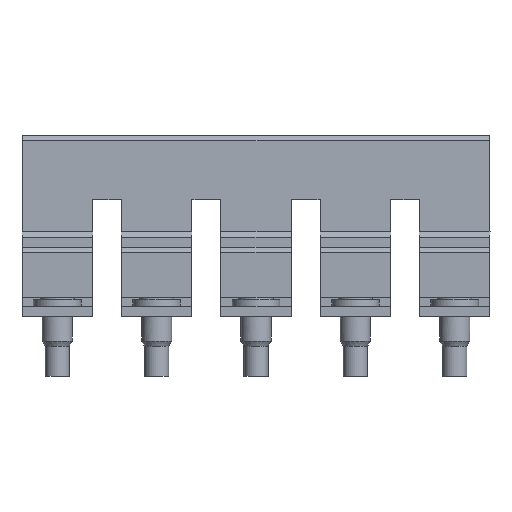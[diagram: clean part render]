
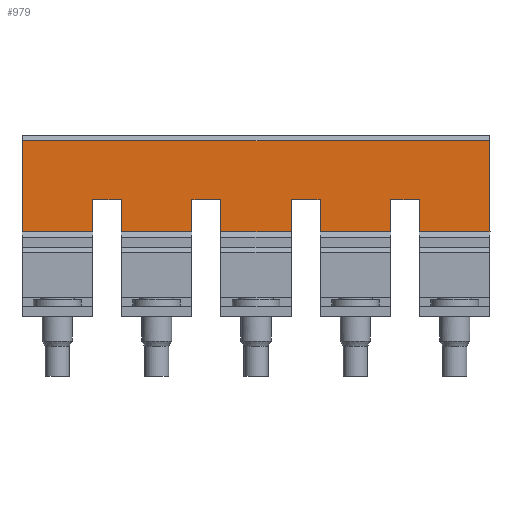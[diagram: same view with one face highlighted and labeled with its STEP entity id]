
A CAD part, front view. The second image highlights one B-rep face of the part: STEP entity #979.
In plain terms, the highlighted planar face has unit normal (0, -1, 0.009).
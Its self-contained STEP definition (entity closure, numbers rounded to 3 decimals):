
#813=AXIS2_PLACEMENT_3D('Plane Axis2P3D',#810,#811,#812) ;
#391=CARTESIAN_POINT('Vertex',(7.03,5.473,17.6)) ;
#394=CARTESIAN_POINT('Line Origine',(7.03,5.459,16.)) ;
#398=CARTESIAN_POINT('Vertex',(7.03,5.445,14.4)) ;
#478=CARTESIAN_POINT('Vertex',(0.,5.445,14.4)) ;
#527=CARTESIAN_POINT('Line Origine',(3.515,5.445,14.4)) ;
#782=CARTESIAN_POINT('Line Origine',(7.747,5.473,17.6)) ;
#786=CARTESIAN_POINT('Vertex',(8.465,5.473,17.6)) ;
#793=CARTESIAN_POINT('Vertex',(9.9,5.473,17.6)) ;
#796=CARTESIAN_POINT('Line Origine',(9.182,5.473,17.6)) ;
#810=CARTESIAN_POINT('Axis2P3D Location',(26.83,5.524,23.5)) ;
#815=CARTESIAN_POINT('Line Origine',(9.9,5.459,16.)) ;
#819=CARTESIAN_POINT('Vertex',(9.9,5.445,14.4)) ;
#822=CARTESIAN_POINT('Line Origine',(13.415,5.445,14.4)) ;
#826=CARTESIAN_POINT('Vertex',(16.93,5.445,14.4)) ;
#829=CARTESIAN_POINT('Line Origine',(16.93,5.459,16.)) ;
#833=CARTESIAN_POINT('Vertex',(16.93,5.473,17.6)) ;
#836=CARTESIAN_POINT('Line Origine',(17.648,5.473,17.6)) ;
#840=CARTESIAN_POINT('Vertex',(18.365,5.473,17.6)) ;
#843=CARTESIAN_POINT('Line Origine',(19.083,5.473,17.6)) ;
#847=CARTESIAN_POINT('Vertex',(19.8,5.473,17.6)) ;
#850=CARTESIAN_POINT('Line Origine',(19.8,5.459,16.)) ;
#854=CARTESIAN_POINT('Vertex',(19.8,5.445,14.4)) ;
#857=CARTESIAN_POINT('Line Origine',(23.315,5.445,14.4)) ;
#861=CARTESIAN_POINT('Vertex',(26.83,5.445,14.4)) ;
#864=CARTESIAN_POINT('Line Origine',(26.83,5.459,16.)) ;
#868=CARTESIAN_POINT('Vertex',(26.83,5.473,17.6)) ;
#871=CARTESIAN_POINT('Line Origine',(27.548,5.473,17.6)) ;
#875=CARTESIAN_POINT('Vertex',(28.265,5.473,17.6)) ;
#878=CARTESIAN_POINT('Line Origine',(28.982,5.473,17.6)) ;
#882=CARTESIAN_POINT('Vertex',(29.7,5.473,17.6)) ;
#885=CARTESIAN_POINT('Line Origine',(29.7,5.459,16.)) ;
#889=CARTESIAN_POINT('Vertex',(29.7,5.445,14.4)) ;
#892=CARTESIAN_POINT('Line Origine',(33.215,5.445,14.4)) ;
#896=CARTESIAN_POINT('Vertex',(36.73,5.445,14.4)) ;
#899=CARTESIAN_POINT('Line Origine',(36.73,5.459,16.)) ;
#903=CARTESIAN_POINT('Vertex',(36.73,5.473,17.6)) ;
#906=CARTESIAN_POINT('Line Origine',(37.448,5.473,17.6)) ;
#910=CARTESIAN_POINT('Vertex',(38.165,5.473,17.6)) ;
#913=CARTESIAN_POINT('Line Origine',(38.883,5.473,17.6)) ;
#917=CARTESIAN_POINT('Vertex',(39.6,5.473,17.6)) ;
#920=CARTESIAN_POINT('Line Origine',(39.6,5.459,16.)) ;
#924=CARTESIAN_POINT('Vertex',(39.6,5.445,14.4)) ;
#927=CARTESIAN_POINT('Line Origine',(43.115,5.445,14.4)) ;
#931=CARTESIAN_POINT('Vertex',(46.63,5.445,14.4)) ;
#934=CARTESIAN_POINT('Line Origine',(46.59,5.485,18.95)) ;
#938=CARTESIAN_POINT('Vertex',(46.551,5.524,23.5)) ;
#941=CARTESIAN_POINT('Line Origine',(23.315,5.524,23.5)) ;
#945=CARTESIAN_POINT('Vertex',(0.079,5.524,23.5)) ;
#948=CARTESIAN_POINT('Line Origine',(0.04,5.485,18.95)) ;
#395=DIRECTION('Vector Direction',(0.,-0.009,-1.)) ;
#528=DIRECTION('Vector Direction',(-1.,0.,0.)) ;
#783=DIRECTION('Vector Direction',(-1.,0.,0.)) ;
#797=DIRECTION('Vector Direction',(-1.,0.,0.)) ;
#811=DIRECTION('Axis2P3D Direction',(0.,-1.,0.009)) ;
#812=DIRECTION('Axis2P3D XDirection',(0.,-0.009,-1.)) ;
#816=DIRECTION('Vector Direction',(0.,-0.009,-1.)) ;
#823=DIRECTION('Vector Direction',(1.,0.,0.)) ;
#830=DIRECTION('Vector Direction',(0.,-0.009,-1.)) ;
#837=DIRECTION('Vector Direction',(-1.,0.,0.)) ;
#844=DIRECTION('Vector Direction',(-1.,0.,0.)) ;
#851=DIRECTION('Vector Direction',(0.,-0.009,-1.)) ;
#858=DIRECTION('Vector Direction',(1.,0.,0.)) ;
#865=DIRECTION('Vector Direction',(0.,-0.009,-1.)) ;
#872=DIRECTION('Vector Direction',(-1.,0.,0.)) ;
#879=DIRECTION('Vector Direction',(-1.,0.,0.)) ;
#886=DIRECTION('Vector Direction',(0.,-0.009,-1.)) ;
#893=DIRECTION('Vector Direction',(1.,0.,0.)) ;
#900=DIRECTION('Vector Direction',(0.,-0.009,-1.)) ;
#907=DIRECTION('Vector Direction',(-1.,0.,0.)) ;
#914=DIRECTION('Vector Direction',(-1.,0.,0.)) ;
#921=DIRECTION('Vector Direction',(0.,-0.009,-1.)) ;
#928=DIRECTION('Vector Direction',(1.,0.,0.)) ;
#935=DIRECTION('Vector Direction',(-0.009,0.009,1.)) ;
#942=DIRECTION('Vector Direction',(1.,0.,0.)) ;
#949=DIRECTION('Vector Direction',(0.009,0.009,1.)) ;
#396=VECTOR('Line Direction',#395,1.) ;
#529=VECTOR('Line Direction',#528,1.) ;
#784=VECTOR('Line Direction',#783,1.) ;
#798=VECTOR('Line Direction',#797,1.) ;
#817=VECTOR('Line Direction',#816,1.) ;
#824=VECTOR('Line Direction',#823,1.) ;
#831=VECTOR('Line Direction',#830,1.) ;
#838=VECTOR('Line Direction',#837,1.) ;
#845=VECTOR('Line Direction',#844,1.) ;
#852=VECTOR('Line Direction',#851,1.) ;
#859=VECTOR('Line Direction',#858,1.) ;
#866=VECTOR('Line Direction',#865,1.) ;
#873=VECTOR('Line Direction',#872,1.) ;
#880=VECTOR('Line Direction',#879,1.) ;
#887=VECTOR('Line Direction',#886,1.) ;
#894=VECTOR('Line Direction',#893,1.) ;
#901=VECTOR('Line Direction',#900,1.) ;
#908=VECTOR('Line Direction',#907,1.) ;
#915=VECTOR('Line Direction',#914,1.) ;
#922=VECTOR('Line Direction',#921,1.) ;
#929=VECTOR('Line Direction',#928,1.) ;
#936=VECTOR('Line Direction',#935,1.) ;
#943=VECTOR('Line Direction',#942,1.) ;
#950=VECTOR('Line Direction',#949,1.) ;
#954=ORIENTED_EDGE('',*,*,#800,.F.) ;
#955=ORIENTED_EDGE('',*,*,#821,.F.) ;
#956=ORIENTED_EDGE('',*,*,#828,.F.) ;
#957=ORIENTED_EDGE('',*,*,#835,.F.) ;
#958=ORIENTED_EDGE('',*,*,#842,.F.) ;
#959=ORIENTED_EDGE('',*,*,#849,.F.) ;
#960=ORIENTED_EDGE('',*,*,#856,.F.) ;
#961=ORIENTED_EDGE('',*,*,#863,.F.) ;
#962=ORIENTED_EDGE('',*,*,#870,.F.) ;
#963=ORIENTED_EDGE('',*,*,#877,.F.) ;
#964=ORIENTED_EDGE('',*,*,#884,.F.) ;
#965=ORIENTED_EDGE('',*,*,#891,.F.) ;
#966=ORIENTED_EDGE('',*,*,#898,.F.) ;
#967=ORIENTED_EDGE('',*,*,#905,.F.) ;
#968=ORIENTED_EDGE('',*,*,#912,.F.) ;
#969=ORIENTED_EDGE('',*,*,#919,.F.) ;
#970=ORIENTED_EDGE('',*,*,#926,.F.) ;
#971=ORIENTED_EDGE('',*,*,#933,.F.) ;
#972=ORIENTED_EDGE('',*,*,#940,.T.) ;
#973=ORIENTED_EDGE('',*,*,#947,.F.) ;
#974=ORIENTED_EDGE('',*,*,#952,.F.) ;
#975=ORIENTED_EDGE('',*,*,#531,.F.) ;
#976=ORIENTED_EDGE('',*,*,#400,.F.) ;
#977=ORIENTED_EDGE('',*,*,#788,.F.) ;
#979=ADVANCED_FACE('KU_WQV10/5',(#978),#814,.T.) ;
#400=EDGE_CURVE('',#392,#399,#397,.T.) ;
#531=EDGE_CURVE('',#399,#479,#530,.T.) ;
#788=EDGE_CURVE('',#787,#392,#785,.T.) ;
#800=EDGE_CURVE('',#794,#787,#799,.T.) ;
#821=EDGE_CURVE('',#820,#794,#818,.F.) ;
#828=EDGE_CURVE('',#827,#820,#825,.F.) ;
#835=EDGE_CURVE('',#834,#827,#832,.T.) ;
#842=EDGE_CURVE('',#841,#834,#839,.T.) ;
#849=EDGE_CURVE('',#848,#841,#846,.T.) ;
#856=EDGE_CURVE('',#855,#848,#853,.F.) ;
#863=EDGE_CURVE('',#862,#855,#860,.F.) ;
#870=EDGE_CURVE('',#869,#862,#867,.T.) ;
#877=EDGE_CURVE('',#876,#869,#874,.T.) ;
#884=EDGE_CURVE('',#883,#876,#881,.T.) ;
#891=EDGE_CURVE('',#890,#883,#888,.F.) ;
#898=EDGE_CURVE('',#897,#890,#895,.F.) ;
#905=EDGE_CURVE('',#904,#897,#902,.T.) ;
#912=EDGE_CURVE('',#911,#904,#909,.T.) ;
#919=EDGE_CURVE('',#918,#911,#916,.T.) ;
#926=EDGE_CURVE('',#925,#918,#923,.F.) ;
#933=EDGE_CURVE('',#932,#925,#930,.F.) ;
#940=EDGE_CURVE('',#932,#939,#937,.T.) ;
#947=EDGE_CURVE('',#946,#939,#944,.T.) ;
#952=EDGE_CURVE('',#479,#946,#951,.T.) ;
#953=EDGE_LOOP('',(#954,#955,#956,#957,#958,#959,#960,#961,#962,#963,#964,#965,#966,#967,#968,#969,#970,#971,#972,#973,#974,#975,#976,#977)) ;
#978=FACE_OUTER_BOUND('',#953,.T.) ;
#397=LINE('Line',#394,#396) ;
#530=LINE('Line',#527,#529) ;
#785=LINE('Line',#782,#784) ;
#799=LINE('Line',#796,#798) ;
#818=LINE('Line',#815,#817) ;
#825=LINE('Line',#822,#824) ;
#832=LINE('Line',#829,#831) ;
#839=LINE('Line',#836,#838) ;
#846=LINE('Line',#843,#845) ;
#853=LINE('Line',#850,#852) ;
#860=LINE('Line',#857,#859) ;
#867=LINE('Line',#864,#866) ;
#874=LINE('Line',#871,#873) ;
#881=LINE('Line',#878,#880) ;
#888=LINE('Line',#885,#887) ;
#895=LINE('Line',#892,#894) ;
#902=LINE('Line',#899,#901) ;
#909=LINE('Line',#906,#908) ;
#916=LINE('Line',#913,#915) ;
#923=LINE('Line',#920,#922) ;
#930=LINE('Line',#927,#929) ;
#937=LINE('Line',#934,#936) ;
#944=LINE('Line',#941,#943) ;
#951=LINE('Line',#948,#950) ;
#814=PLANE('',#813) ;
#392=VERTEX_POINT('',#391) ;
#399=VERTEX_POINT('',#398) ;
#479=VERTEX_POINT('',#478) ;
#787=VERTEX_POINT('',#786) ;
#794=VERTEX_POINT('',#793) ;
#820=VERTEX_POINT('',#819) ;
#827=VERTEX_POINT('',#826) ;
#834=VERTEX_POINT('',#833) ;
#841=VERTEX_POINT('',#840) ;
#848=VERTEX_POINT('',#847) ;
#855=VERTEX_POINT('',#854) ;
#862=VERTEX_POINT('',#861) ;
#869=VERTEX_POINT('',#868) ;
#876=VERTEX_POINT('',#875) ;
#883=VERTEX_POINT('',#882) ;
#890=VERTEX_POINT('',#889) ;
#897=VERTEX_POINT('',#896) ;
#904=VERTEX_POINT('',#903) ;
#911=VERTEX_POINT('',#910) ;
#918=VERTEX_POINT('',#917) ;
#925=VERTEX_POINT('',#924) ;
#932=VERTEX_POINT('',#931) ;
#939=VERTEX_POINT('',#938) ;
#946=VERTEX_POINT('',#945) ;
